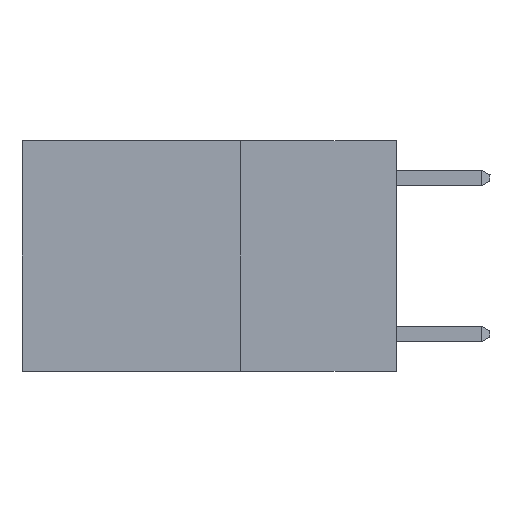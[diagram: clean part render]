
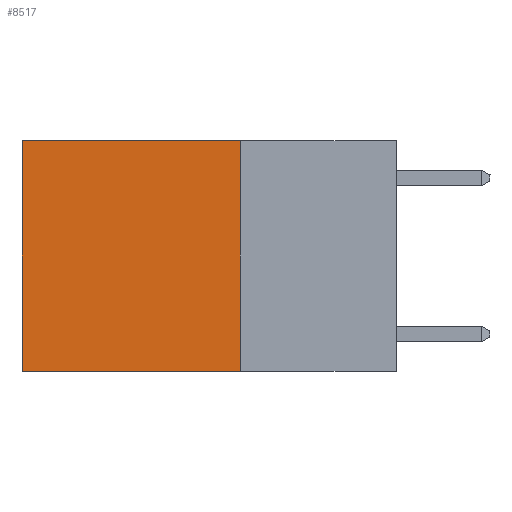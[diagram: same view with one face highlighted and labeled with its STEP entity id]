
A CAD part, left-side view. The second image highlights one B-rep face of the part: STEP entity #8517.
In plain terms, the highlighted planar face has unit normal (-1, 0, 0).
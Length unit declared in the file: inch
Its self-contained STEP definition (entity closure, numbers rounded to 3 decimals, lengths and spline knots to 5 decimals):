
#9 = ORIENTED_EDGE ( 'NONE', *, *, #1582, .F. ) ;
#71 = ORIENTED_EDGE ( 'NONE', *, *, #7872, .T. ) ;
#116 = AXIS2_PLACEMENT_3D ( 'NONE', #8412, #6179, #3079 ) ;
#555 = VERTEX_POINT ( 'NONE', #4622 ) ;
#579 = CARTESIAN_POINT ( 'NONE',  ( 0.2625, 0.6, 0. ) ) ;
#718 = VECTOR ( 'NONE', #5905, 39.37008 ) ;
#981 = DIRECTION ( 'NONE',  ( 0., 0., -1. ) ) ;
#1093 = LINE ( 'NONE', #4880, #5542 ) ;
#1283 = EDGE_CURVE ( 'NONE', #7306, #3621, #1093, .T. ) ;
#1582 = EDGE_CURVE ( 'NONE', #555, #7306, #8305, .T. ) ;
#1710 = CARTESIAN_POINT ( 'NONE',  ( 0.2625, 0.25, -0.37 ) ) ;
#1715 = CARTESIAN_POINT ( 'NONE',  ( 0.2625, 0.25, 0. ) ) ;
#1724 = EDGE_CURVE ( 'NONE', #6679, #3621, #5166, .T. ) ;
#2105 = CARTESIAN_POINT ( 'NONE',  ( 0.2625, 0.6, 0. ) ) ;
#2127 = DIRECTION ( 'NONE',  ( 0., 0., -1. ) ) ;
#2135 = VECTOR ( 'NONE', #981, 39.37008 ) ;
#3079 = DIRECTION ( 'NONE',  ( 0., 0., -1. ) ) ;
#3443 = ORIENTED_EDGE ( 'NONE', *, *, #1283, .F. ) ;
#3621 = VERTEX_POINT ( 'NONE', #9396 ) ;
#4160 = DIRECTION ( 'NONE',  ( 0., 1., 0. ) ) ;
#4622 = CARTESIAN_POINT ( 'NONE',  ( 0.2625, 0.25, 0. ) ) ;
#4704 = PLANE ( 'NONE',  #116 ) ;
#4880 = CARTESIAN_POINT ( 'NONE',  ( 0.2625, 0.25, -0.37 ) ) ;
#5152 = VECTOR ( 'NONE', #2127, 39.37008 ) ;
#5166 = LINE ( 'NONE', #579, #5152 ) ;
#5542 = VECTOR ( 'NONE', #4160, 39.37008 ) ;
#5905 = DIRECTION ( 'NONE',  ( 0., 1., 0. ) ) ;
#6122 = ORIENTED_EDGE ( 'NONE', *, *, #1724, .T. ) ;
#6179 = DIRECTION ( 'NONE',  ( 1., 0., 0. ) ) ;
#6500 = LINE ( 'NONE', #6593, #718 ) ;
#6593 = CARTESIAN_POINT ( 'NONE',  ( 0.2625, 0.25, 0. ) ) ;
#6679 = VERTEX_POINT ( 'NONE', #2105 ) ;
#6908 = FACE_OUTER_BOUND ( 'NONE', #9511, .T. ) ;
#7306 = VERTEX_POINT ( 'NONE', #1710 ) ;
#7872 = EDGE_CURVE ( 'NONE', #555, #6679, #6500, .T. ) ;
#8305 = LINE ( 'NONE', #1715, #2135 ) ;
#8412 = CARTESIAN_POINT ( 'NONE',  ( 0.2625, 0.25, 0. ) ) ;
#8517 = ADVANCED_FACE ( 'NONE', ( #6908 ), #4704, .F. ) ;
#9396 = CARTESIAN_POINT ( 'NONE',  ( 0.2625, 0.6, -0.37 ) ) ;
#9511 = EDGE_LOOP ( 'NONE', ( #6122, #3443, #9, #71 ) ) ;
